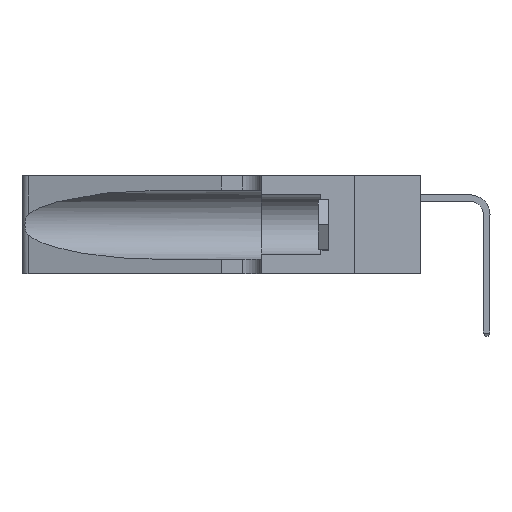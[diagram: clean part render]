
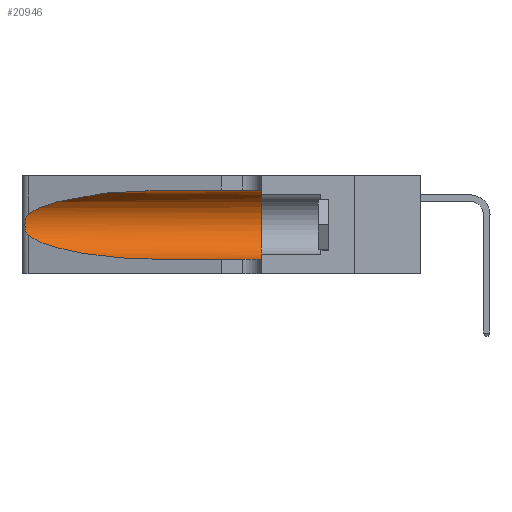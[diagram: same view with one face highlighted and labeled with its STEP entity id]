
A CAD part, left-side view. The second image highlights one B-rep face of the part: STEP entity #20946.
In plain terms, the highlighted cylindrical face has radius 3.308 mm (diameter 6.617 mm), a partial arc.
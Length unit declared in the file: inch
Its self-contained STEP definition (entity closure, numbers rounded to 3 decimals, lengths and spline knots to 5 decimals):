
#602 = CARTESIAN_POINT ( 'NONE',  ( 0.1305, 0.35, 0.31525 ) ) ;
#887 = CIRCLE ( 'NONE', #16495, 0.13025 ) ;
#2183 = CARTESIAN_POINT ( 'NONE',  ( 0.25487, 1.22718, 0.22369 ) ) ;
#2588 = CARTESIAN_POINT ( 'NONE',  ( 0.25856, 1.23593, 0.16098 ) ) ;
#2639 = CARTESIAN_POINT ( 'NONE',  ( 0.25487, 1.22718, 0.22369 ) ) ;
#3303 = EDGE_CURVE ( 'NONE', #32706, #16199, #36530, .T. ) ;
#3507 = DIRECTION ( 'NONE',  ( 0., 1., 0. ) ) ;
#4090 = CYLINDRICAL_SURFACE ( 'NONE', #34179, 0.13025 ) ;
#5464 = CARTESIAN_POINT ( 'NONE',  ( 0.25487, 1.22718, 0.22369 ) ) ;
#5582 = CARTESIAN_POINT ( 'NONE',  ( 0.25639, 1.23186, 0.15144 ) ) ;
#6174 =( BOUNDED_CURVE ( )  B_SPLINE_CURVE ( 3, ( #8539, #20418, #37919, #2639 ),
 .UNSPECIFIED., .F., .F. ) 
 B_SPLINE_CURVE_WITH_KNOTS ( ( 4, 4 ),
 ( 1.5708, 2.84003 ),
 .UNSPECIFIED. ) 
 CURVE ( )  GEOMETRIC_REPRESENTATION_ITEM ( )  RATIONAL_B_SPLINE_CURVE ( ( 1., 0.87, 0.87, 1. ) ) 
 REPRESENTATION_ITEM ( '' )  );
#8539 = CARTESIAN_POINT ( 'NONE',  ( 0.1305, 0.72297, 0.31525 ) ) ;
#8619 = CARTESIAN_POINT ( 'NONE',  ( 0.25487, 1.22718, 0.14631 ) ) ;
#9077 = ORIENTED_EDGE ( 'NONE', *, *, #3303, .T. ) ;
#9230 = CARTESIAN_POINT ( 'NONE',  ( 0.25487, 1.22718, 0.14631 ) ) ;
#9329 = EDGE_CURVE ( 'NONE', #35620, #37962, #6174, .T. ) ;
#9893 = CARTESIAN_POINT ( 'NONE',  ( 0.25487, 1.22718, 0.14631 ) ) ;
#10407 = DIRECTION ( 'NONE',  ( 0., -1., 0. ) ) ;
#11453 = CARTESIAN_POINT ( 'NONE',  ( 0.25639, 1.23184, 0.21858 ) ) ;
#12216 = CARTESIAN_POINT ( 'NONE',  ( 0.2373, 1.15595, 0.08982 ) ) ;
#13012 = B_SPLINE_CURVE_WITH_KNOTS ( 'NONE', 3,
 ( #5464, #34842, #11453, #32027, #14472, #34972, #17446, #37872, #20375, #2588, #23337, #5582, #26283, #8619 ),
 .UNSPECIFIED., .F., .F.,
 ( 4, 2, 2, 2, 2, 2, 4 ),
 ( 0., 0.00027, 0.00053, 0.00107, 0.0016, 0.00187, 0.00214 ),
 .UNSPECIFIED. ) ;
#14472 = CARTESIAN_POINT ( 'NONE',  ( 0.25854, 1.2359, 0.20912 ) ) ;
#14844 = CARTESIAN_POINT ( 'NONE',  ( 0.1305, 0.35, 0.05475 ) ) ;
#15225 = CARTESIAN_POINT ( 'NONE',  ( 0.18966, 0.96281, 0.05475 ) ) ;
#15809 = ORIENTED_EDGE ( 'NONE', *, *, #17531, .F. ) ;
#16199 = VERTEX_POINT ( 'NONE', #37686 ) ;
#16403 = DIRECTION ( 'NONE',  ( 0., 0., -1. ) ) ;
#16495 = AXIS2_PLACEMENT_3D ( 'NONE', #21276, #3507, #24221 ) ;
#17446 = CARTESIAN_POINT ( 'NONE',  ( 0.26075, 1.23896, 0.19203 ) ) ;
#17531 = EDGE_CURVE ( 'NONE', #35620, #36562, #30749, .T. ) ;
#18173 = CARTESIAN_POINT ( 'NONE',  ( 0.1305, 0.72297, 0.05475 ) ) ;
#19014 = VERTEX_POINT ( 'NONE', #14844 ) ;
#19496 = EDGE_CURVE ( 'NONE', #16199, #19014, #29186, .T. ) ;
#19554 = CARTESIAN_POINT ( 'NONE',  ( 0.1305, 0.72297, 0.31525 ) ) ;
#20375 = CARTESIAN_POINT ( 'NONE',  ( 0.26017, 1.23833, 0.17102 ) ) ;
#20382 = ORIENTED_EDGE ( 'NONE', *, *, #37627, .F. ) ;
#20418 = CARTESIAN_POINT ( 'NONE',  ( 0.18966, 0.96281, 0.31525 ) ) ;
#20819 = FACE_OUTER_BOUND ( 'NONE', #24230, .T. ) ;
#20946 = ADVANCED_FACE ( 'NONE', ( #20819 ), #4090, .F. ) ;
#21276 = CARTESIAN_POINT ( 'NONE',  ( 0.1305, 0.35, 0.185 ) ) ;
#23159 = ORIENTED_EDGE ( 'NONE', *, *, #31278, .T. ) ;
#23337 = CARTESIAN_POINT ( 'NONE',  ( 0.25789, 1.23486, 0.15765 ) ) ;
#24221 = DIRECTION ( 'NONE',  ( 0., 0., 1. ) ) ;
#24230 = EDGE_LOOP ( 'NONE', ( #25496, #23159, #9077, #29852, #20382, #15809 ) ) ;
#25207 = DIRECTION ( 'NONE',  ( 0., -1., 0. ) ) ;
#25496 = ORIENTED_EDGE ( 'NONE', *, *, #9329, .T. ) ;
#26283 = CARTESIAN_POINT ( 'NONE',  ( 0.25555, 1.22993, 0.14849 ) ) ;
#27376 = VECTOR ( 'NONE', #28631, 39.37008 ) ;
#28631 = DIRECTION ( 'NONE',  ( 0., -1., 0. ) ) ;
#29186 = LINE ( 'NONE', #37333, #27376 ) ;
#29852 = ORIENTED_EDGE ( 'NONE', *, *, #19496, .T. ) ;
#30749 = LINE ( 'NONE', #36953, #36678 ) ;
#31278 = EDGE_CURVE ( 'NONE', #37962, #32706, #13012, .T. ) ;
#32027 = CARTESIAN_POINT ( 'NONE',  ( 0.25787, 1.23484, 0.2124 ) ) ;
#32706 = VERTEX_POINT ( 'NONE', #9893 ) ;
#33931 = CARTESIAN_POINT ( 'NONE',  ( 0.1305, 1.61858, 0.185 ) ) ;
#34179 = AXIS2_PLACEMENT_3D ( 'NONE', #33931, #10407, #16403 ) ;
#34842 = CARTESIAN_POINT ( 'NONE',  ( 0.25555, 1.22994, 0.2215 ) ) ;
#34972 = CARTESIAN_POINT ( 'NONE',  ( 0.26018, 1.23835, 0.19895 ) ) ;
#35620 = VERTEX_POINT ( 'NONE', #19554 ) ;
#36530 =( BOUNDED_CURVE ( )  B_SPLINE_CURVE ( 3, ( #9230, #12216, #15225, #18173 ),
 .UNSPECIFIED., .F., .F. ) 
 B_SPLINE_CURVE_WITH_KNOTS ( ( 4, 4 ),
 ( 3.44316, 4.71239 ),
 .UNSPECIFIED. ) 
 CURVE ( )  GEOMETRIC_REPRESENTATION_ITEM ( )  RATIONAL_B_SPLINE_CURVE ( ( 1., 0.87, 0.87, 1. ) ) 
 REPRESENTATION_ITEM ( '' )  );
#36562 = VERTEX_POINT ( 'NONE', #602 ) ;
#36678 = VECTOR ( 'NONE', #25207, 39.37008 ) ;
#36953 = CARTESIAN_POINT ( 'NONE',  ( 0.1305, 1.61858, 0.31525 ) ) ;
#37333 = CARTESIAN_POINT ( 'NONE',  ( 0.1305, 1.61858, 0.05475 ) ) ;
#37627 = EDGE_CURVE ( 'NONE', #36562, #19014, #887, .T. ) ;
#37686 = CARTESIAN_POINT ( 'NONE',  ( 0.1305, 0.72297, 0.05475 ) ) ;
#37872 = CARTESIAN_POINT ( 'NONE',  ( 0.26075, 1.23896, 0.178 ) ) ;
#37919 = CARTESIAN_POINT ( 'NONE',  ( 0.2373, 1.15595, 0.28018 ) ) ;
#37962 = VERTEX_POINT ( 'NONE', #2183 ) ;
